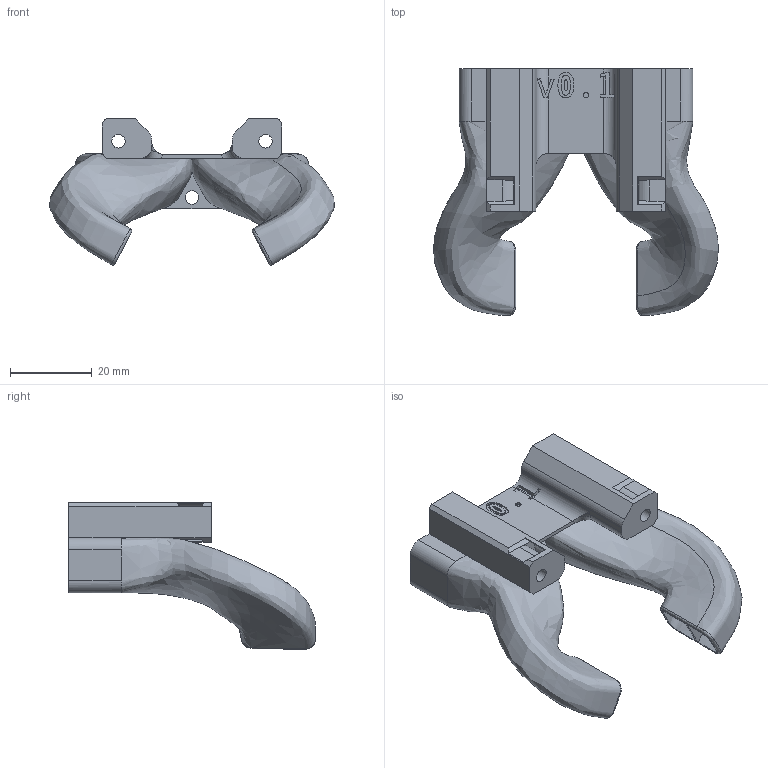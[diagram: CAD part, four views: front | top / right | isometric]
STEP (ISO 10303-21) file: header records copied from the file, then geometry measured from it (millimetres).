
FILE_DESCRIPTION(/* description */ (''),/* implementation_level */ '2;1');
FILE_NAME(/* name */ 'UHF Horns.step',/* time_stamp */ '2023-09-11T04:31:29-05:00',/* author */ (''),/* organization */ (''),/* preprocessor_version */ 'ST-DEVELOPER v20',/* originating_system */ 'Autodesk Translation Framework v12.9.0.99',/* authorisation */ '');
FILE_SCHEMA (('AUTOMOTIVE_DESIGN { 1 0 10303 214 3 1 1 }'));
Products named in the file (2): Volcano Duct V2; uhf_horns
Assembly tree (1 placements, depth 2):
  Volcano Duct V2
    uhf_horns
Bounding box: 69.55 x 60.22 x 35.78 mm (x, y, z)
Volume: 14816 mm3; surface area: 20137.3 mm2
Topology: 1 solids, 1 shells, 254 faces, 839 edges, 584 vertices
Faces by surface type: plane 110, bspline 109, cylinder 31, torus 4
Full cylindrical faces by diameter (mm): 3.3 x3, 4.7 x1
Entity records: 37787 total; most frequent: CARTESIAN_POINT 31262, ORIENTED_EDGE 1678, DIRECTION 863, EDGE_CURVE 839, VERTEX_POINT 584, LINE 371, VECTOR 371, B_SPLINE_CURVE_WITH_KNOTS 369
